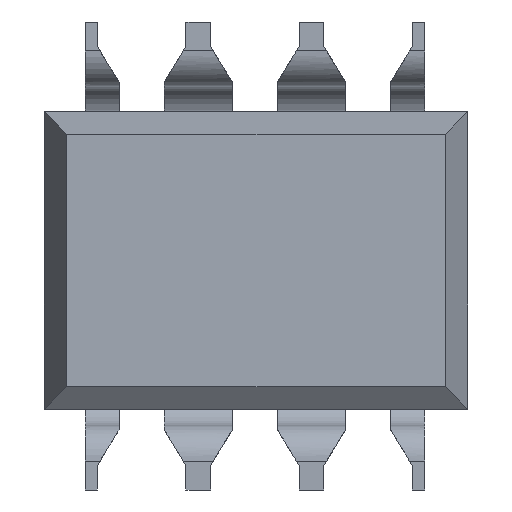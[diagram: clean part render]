
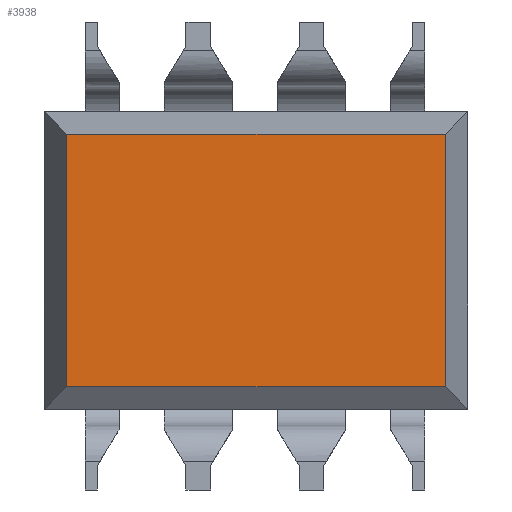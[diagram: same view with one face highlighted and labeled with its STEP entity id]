
A CAD part, front view. The second image highlights one B-rep face of the part: STEP entity #3938.
In plain terms, the highlighted planar face has unit normal (0, -1, 0).
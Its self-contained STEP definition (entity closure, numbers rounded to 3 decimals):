
#89 = VECTOR ( 'NONE', #4048, 1000. ) ;
#188 = VECTOR ( 'NONE', #568, 1000. ) ;
#276 = LINE ( 'NONE', #692, #3902 ) ;
#505 = LINE ( 'NONE', #3992, #3124 ) ;
#568 = DIRECTION ( 'NONE',  ( 1., 0., 0. ) ) ;
#598 = EDGE_CURVE ( 'NONE', #991, #2675, #3013, .T. ) ;
#637 = CARTESIAN_POINT ( 'NONE',  ( -9., 0., -6.17 ) ) ;
#671 = CARTESIAN_POINT ( 'NONE',  ( -0.5, 0., -6.17 ) ) ;
#692 = CARTESIAN_POINT ( 'NONE',  ( -9., 0., 0. ) ) ;
#700 = VERTEX_POINT ( 'NONE', #3652 ) ;
#991 = VERTEX_POINT ( 'NONE', #637 ) ;
#1026 = DIRECTION ( 'NONE',  ( 0., 0., 1. ) ) ;
#1474 = FACE_OUTER_BOUND ( 'NONE', #3076, .T. ) ;
#1673 = CARTESIAN_POINT ( 'NONE',  ( -0.5, 0., 0. ) ) ;
#1952 = DIRECTION ( 'NONE',  ( -1., 0., 0. ) ) ;
#2025 = ORIENTED_EDGE ( 'NONE', *, *, #3744, .T. ) ;
#2325 = CARTESIAN_POINT ( 'NONE',  ( 0., 0., -6.17 ) ) ;
#2355 = AXIS2_PLACEMENT_3D ( 'NONE', #3739, #3066, #1026 ) ;
#2442 = ORIENTED_EDGE ( 'NONE', *, *, #3430, .T. ) ;
#2579 = ORIENTED_EDGE ( 'NONE', *, *, #3832, .T. ) ;
#2675 = VERTEX_POINT ( 'NONE', #671 ) ;
#2718 = PLANE ( 'NONE',  #2355 ) ;
#2947 = CARTESIAN_POINT ( 'NONE',  ( -0.5, 0., -0.5 ) ) ;
#3013 = LINE ( 'NONE', #2325, #188 ) ;
#3066 = DIRECTION ( 'NONE',  ( 0., 1., 0. ) ) ;
#3072 = DIRECTION ( 'NONE',  ( 0., 0., -1. ) ) ;
#3076 = EDGE_LOOP ( 'NONE', ( #3338, #2579, #2025, #2442 ) ) ;
#3124 = VECTOR ( 'NONE', #1952, 1000. ) ;
#3338 = ORIENTED_EDGE ( 'NONE', *, *, #598, .T. ) ;
#3430 = EDGE_CURVE ( 'NONE', #700, #991, #276, .T. ) ;
#3601 = LINE ( 'NONE', #1673, #89 ) ;
#3652 = CARTESIAN_POINT ( 'NONE',  ( -9., 0., -0.5 ) ) ;
#3739 = CARTESIAN_POINT ( 'NONE',  ( 0., 0., 0. ) ) ;
#3744 = EDGE_CURVE ( 'NONE', #4290, #700, #505, .T. ) ;
#3832 = EDGE_CURVE ( 'NONE', #2675, #4290, #3601, .T. ) ;
#3902 = VECTOR ( 'NONE', #3072, 1000. ) ;
#3938 = ADVANCED_FACE ( 'NONE', ( #1474 ), #2718, .F. ) ;
#3992 = CARTESIAN_POINT ( 'NONE',  ( 0., 0., -0.5 ) ) ;
#4048 = DIRECTION ( 'NONE',  ( 0., 0., 1. ) ) ;
#4290 = VERTEX_POINT ( 'NONE', #2947 ) ;
